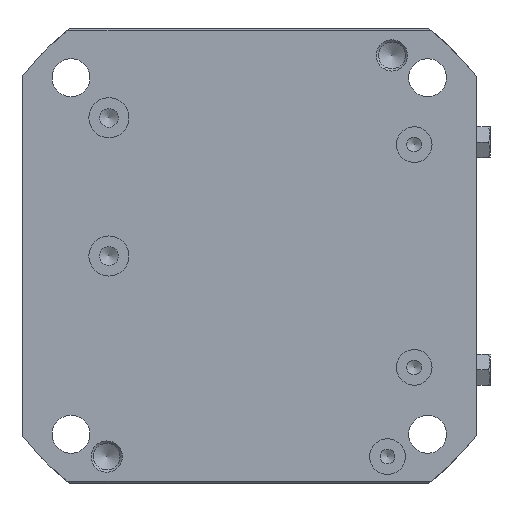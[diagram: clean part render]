
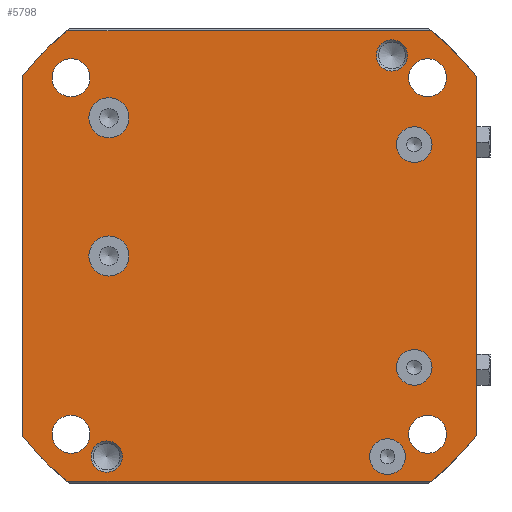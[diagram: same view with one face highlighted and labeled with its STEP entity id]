
A CAD part, front view. The second image highlights one B-rep face of the part: STEP entity #5798.
In plain terms, the highlighted planar face has unit normal (0, -1, 0).
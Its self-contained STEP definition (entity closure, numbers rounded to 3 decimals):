
#271=LINE('',#9282,#760);
#316=LINE('',#9391,#805);
#318=LINE('',#9397,#807);
#319=LINE('',#9402,#808);
#760=VECTOR('',#7414,80.598);
#805=VECTOR('',#7485,80.598);
#807=VECTOR('',#7491,81.847);
#808=VECTOR('',#7496,81.847);
#1408=PLANE('',#6455);
#1613=FACE_BOUND('',#2243,.T.);
#1614=FACE_BOUND('',#2244,.T.);
#1615=FACE_BOUND('',#2245,.T.);
#1616=FACE_BOUND('',#2246,.T.);
#1617=FACE_BOUND('',#2247,.T.);
#1618=FACE_BOUND('',#2248,.T.);
#1619=FACE_BOUND('',#2249,.T.);
#1620=FACE_BOUND('',#2250,.T.);
#1621=FACE_BOUND('',#2251,.T.);
#1622=FACE_BOUND('',#2252,.T.);
#1623=FACE_BOUND('',#2253,.T.);
#1830=FACE_OUTER_BOUND('',#2242,.T.);
#2242=EDGE_LOOP('',(#4608,#4609,#4610,#4611,#4612,#4613,#4614,#4615));
#2243=EDGE_LOOP('',(#4616));
#2244=EDGE_LOOP('',(#4617));
#2245=EDGE_LOOP('',(#4618));
#2246=EDGE_LOOP('',(#4619));
#2247=EDGE_LOOP('',(#4620));
#2248=EDGE_LOOP('',(#4621));
#2249=EDGE_LOOP('',(#4622));
#2250=EDGE_LOOP('',(#4623));
#2251=EDGE_LOOP('',(#4624));
#2252=EDGE_LOOP('',(#4625));
#2253=EDGE_LOOP('',(#4626));
#2607=CIRCLE('',#6383,3.5);
#2610=CIRCLE('',#6389,3.5);
#2623=CIRCLE('',#6415,4.);
#2625=CIRCLE('',#6418,4.);
#2627=CIRCLE('',#6421,4.5);
#2629=CIRCLE('',#6424,4.5);
#2631=CIRCLE('',#6427,4.);
#2632=CIRCLE('',#6429,4.25);
#2634=CIRCLE('',#6432,4.25);
#2636=CIRCLE('',#6435,4.25);
#2638=CIRCLE('',#6438,4.25);
#2652=CIRCLE('',#6456,65.);
#2653=CIRCLE('',#6457,65.);
#2654=CIRCLE('',#6458,65.);
#2655=CIRCLE('',#6459,65.);
#2914=VERTEX_POINT('',#9182);
#2917=VERTEX_POINT('',#9191);
#2930=VERTEX_POINT('',#9230);
#2932=VERTEX_POINT('',#9235);
#2934=VERTEX_POINT('',#9240);
#2936=VERTEX_POINT('',#9245);
#2938=VERTEX_POINT('',#9250);
#2939=VERTEX_POINT('',#9253);
#2941=VERTEX_POINT('',#9258);
#2943=VERTEX_POINT('',#9263);
#2945=VERTEX_POINT('',#9268);
#2950=VERTEX_POINT('',#9279);
#2951=VERTEX_POINT('',#9281);
#3001=VERTEX_POINT('',#9388);
#3002=VERTEX_POINT('',#9390);
#3003=VERTEX_POINT('',#9394);
#3004=VERTEX_POINT('',#9396);
#3005=VERTEX_POINT('',#9399);
#3006=VERTEX_POINT('',#9401);
#3522=EDGE_CURVE('',#2914,#2914,#2607,.T.);
#3525=EDGE_CURVE('',#2917,#2917,#2610,.T.);
#3538=EDGE_CURVE('',#2930,#2930,#2623,.T.);
#3540=EDGE_CURVE('',#2932,#2932,#2625,.T.);
#3542=EDGE_CURVE('',#2934,#2934,#2627,.T.);
#3544=EDGE_CURVE('',#2936,#2936,#2629,.T.);
#3546=EDGE_CURVE('',#2938,#2938,#2631,.T.);
#3547=EDGE_CURVE('',#2939,#2939,#2632,.T.);
#3549=EDGE_CURVE('',#2941,#2941,#2634,.T.);
#3551=EDGE_CURVE('',#2943,#2943,#2636,.T.);
#3553=EDGE_CURVE('',#2945,#2945,#2638,.T.);
#3558=EDGE_CURVE('',#2950,#2951,#271,.T.);
#3615=EDGE_CURVE('',#3002,#3001,#316,.T.);
#3617=EDGE_CURVE('',#2950,#3003,#2652,.T.);
#3618=EDGE_CURVE('',#3003,#3004,#318,.T.);
#3619=EDGE_CURVE('',#3004,#3002,#2653,.T.);
#3620=EDGE_CURVE('',#3001,#3005,#2654,.T.);
#3621=EDGE_CURVE('',#3006,#3005,#319,.T.);
#3622=EDGE_CURVE('',#3006,#2951,#2655,.T.);
#4608=ORIENTED_EDGE('',*,*,#3617,.T.);
#4609=ORIENTED_EDGE('',*,*,#3618,.T.);
#4610=ORIENTED_EDGE('',*,*,#3619,.T.);
#4611=ORIENTED_EDGE('',*,*,#3615,.T.);
#4612=ORIENTED_EDGE('',*,*,#3620,.T.);
#4613=ORIENTED_EDGE('',*,*,#3621,.F.);
#4614=ORIENTED_EDGE('',*,*,#3622,.T.);
#4615=ORIENTED_EDGE('',*,*,#3558,.F.);
#4616=ORIENTED_EDGE('',*,*,#3522,.F.);
#4617=ORIENTED_EDGE('',*,*,#3553,.T.);
#4618=ORIENTED_EDGE('',*,*,#3551,.T.);
#4619=ORIENTED_EDGE('',*,*,#3549,.T.);
#4620=ORIENTED_EDGE('',*,*,#3547,.T.);
#4621=ORIENTED_EDGE('',*,*,#3546,.F.);
#4622=ORIENTED_EDGE('',*,*,#3544,.F.);
#4623=ORIENTED_EDGE('',*,*,#3542,.F.);
#4624=ORIENTED_EDGE('',*,*,#3540,.F.);
#4625=ORIENTED_EDGE('',*,*,#3538,.F.);
#4626=ORIENTED_EDGE('',*,*,#3525,.F.);
#5798=ADVANCED_FACE('',(#1830,#1613,#1614,#1615,#1616,#1617,#1618,#1619,
#1620,#1621,#1622,#1623),#1408,.F.);
#6383=AXIS2_PLACEMENT_3D('',#9183,#7293,#7294);
#6389=AXIS2_PLACEMENT_3D('',#9192,#7305,#7306);
#6415=AXIS2_PLACEMENT_3D('',#9231,#7357,#7358);
#6418=AXIS2_PLACEMENT_3D('',#9236,#7363,#7364);
#6421=AXIS2_PLACEMENT_3D('',#9241,#7369,#7370);
#6424=AXIS2_PLACEMENT_3D('',#9246,#7375,#7376);
#6427=AXIS2_PLACEMENT_3D('',#9251,#7381,#7382);
#6429=AXIS2_PLACEMENT_3D('',#9254,#7385,#7386);
#6432=AXIS2_PLACEMENT_3D('',#9259,#7391,#7392);
#6435=AXIS2_PLACEMENT_3D('',#9264,#7397,#7398);
#6438=AXIS2_PLACEMENT_3D('',#9269,#7403,#7404);
#6455=AXIS2_PLACEMENT_3D('',#9393,#7487,#7488);
#6456=AXIS2_PLACEMENT_3D('',#9395,#7489,#7490);
#6457=AXIS2_PLACEMENT_3D('',#9398,#7492,#7493);
#6458=AXIS2_PLACEMENT_3D('',#9400,#7494,#7495);
#6459=AXIS2_PLACEMENT_3D('',#9403,#7497,#7498);
#7293=DIRECTION('center_axis',(0.,-1.,0.));
#7294=DIRECTION('ref_axis',(0.,0.,-1.));
#7305=DIRECTION('center_axis',(0.,-1.,0.));
#7306=DIRECTION('ref_axis',(0.,0.,-1.));
#7357=DIRECTION('center_axis',(0.,-1.,0.));
#7358=DIRECTION('ref_axis',(0.,0.,-1.));
#7363=DIRECTION('center_axis',(0.,-1.,0.));
#7364=DIRECTION('ref_axis',(0.,0.,-1.));
#7369=DIRECTION('center_axis',(0.,-1.,0.));
#7370=DIRECTION('ref_axis',(0.,0.,-1.));
#7375=DIRECTION('center_axis',(0.,-1.,0.));
#7376=DIRECTION('ref_axis',(0.,0.,-1.));
#7381=DIRECTION('center_axis',(0.,-1.,0.));
#7382=DIRECTION('ref_axis',(0.,0.,-1.));
#7385=DIRECTION('center_axis',(0.,1.,0.));
#7386=DIRECTION('ref_axis',(0.,0.,1.));
#7391=DIRECTION('center_axis',(0.,1.,0.));
#7392=DIRECTION('ref_axis',(0.,0.,1.));
#7397=DIRECTION('center_axis',(0.,1.,0.));
#7398=DIRECTION('ref_axis',(0.,0.,1.));
#7403=DIRECTION('center_axis',(0.,1.,0.));
#7404=DIRECTION('ref_axis',(0.,0.,1.));
#7414=DIRECTION('',(0.,0.,-1.));
#7485=DIRECTION('',(0.,0.,-1.));
#7487=DIRECTION('center_axis',(0.,1.,0.));
#7488=DIRECTION('ref_axis',(0.,0.,1.));
#7489=DIRECTION('center_axis',(0.,-1.,0.));
#7490=DIRECTION('ref_axis',(0.,0.,-1.));
#7491=DIRECTION('',(-1.,0.,0.));
#7492=DIRECTION('center_axis',(0.,-1.,0.));
#7493=DIRECTION('ref_axis',(0.,0.,-1.));
#7494=DIRECTION('center_axis',(0.,-1.,0.));
#7495=DIRECTION('ref_axis',(0.,0.,-1.));
#7496=DIRECTION('',(-1.,0.,0.));
#7497=DIRECTION('center_axis',(0.,-1.,0.));
#7498=DIRECTION('ref_axis',(0.,0.,-1.));
#9182=CARTESIAN_POINT('',(32.,0.,41.5));
#9183=CARTESIAN_POINT('Origin',(32.,0.,45.));
#9191=CARTESIAN_POINT('',(-32.,0.,-48.5));
#9192=CARTESIAN_POINT('Origin',(-32.,0.,-45.));
#9230=CARTESIAN_POINT('',(37.,0.,21.));
#9231=CARTESIAN_POINT('Origin',(37.,0.,25.));
#9235=CARTESIAN_POINT('',(37.,0.,-29.));
#9236=CARTESIAN_POINT('Origin',(37.,0.,-25.));
#9240=CARTESIAN_POINT('',(-31.5,0.,-4.5));
#9241=CARTESIAN_POINT('Origin',(-31.5,0.,0.));
#9245=CARTESIAN_POINT('',(-31.5,0.,26.5));
#9246=CARTESIAN_POINT('Origin',(-31.5,0.,31.));
#9250=CARTESIAN_POINT('',(31.,0.,-49.));
#9251=CARTESIAN_POINT('Origin',(31.,0.,-45.));
#9253=CARTESIAN_POINT('',(-40.,0.,44.25));
#9254=CARTESIAN_POINT('Origin',(-40.,0.,40.));
#9258=CARTESIAN_POINT('',(40.,0.,44.25));
#9259=CARTESIAN_POINT('Origin',(40.,0.,40.));
#9263=CARTESIAN_POINT('',(40.,0.,-35.75));
#9264=CARTESIAN_POINT('Origin',(40.,0.,-40.));
#9268=CARTESIAN_POINT('',(-40.,0.,-35.75));
#9269=CARTESIAN_POINT('Origin',(-40.,0.,-40.));
#9279=CARTESIAN_POINT('',(51.,0.,40.299));
#9281=CARTESIAN_POINT('',(51.,0.,-40.299));
#9282=CARTESIAN_POINT('',(51.,0.,40.299));
#9388=CARTESIAN_POINT('',(-51.,0.,-40.299));
#9390=CARTESIAN_POINT('',(-51.,0.,40.299));
#9391=CARTESIAN_POINT('',(-51.,0.,40.299));
#9393=CARTESIAN_POINT('Origin',(51.,0.,50.5));
#9394=CARTESIAN_POINT('',(40.924,0.,50.5));
#9395=CARTESIAN_POINT('Origin',(0.,0.,0.));
#9396=CARTESIAN_POINT('',(-40.924,0.,50.5));
#9397=CARTESIAN_POINT('',(40.924,0.,50.5));
#9398=CARTESIAN_POINT('Origin',(0.,0.,0.));
#9399=CARTESIAN_POINT('',(-40.924,0.,-50.5));
#9400=CARTESIAN_POINT('Origin',(0.,0.,0.));
#9401=CARTESIAN_POINT('',(40.924,0.,-50.5));
#9402=CARTESIAN_POINT('',(40.924,0.,-50.5));
#9403=CARTESIAN_POINT('Origin',(0.,0.,0.));
